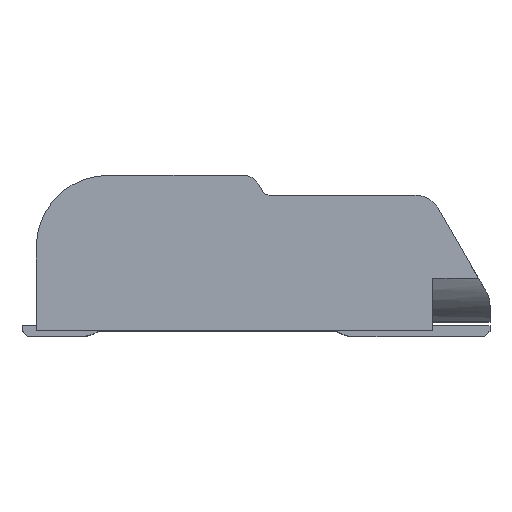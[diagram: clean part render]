
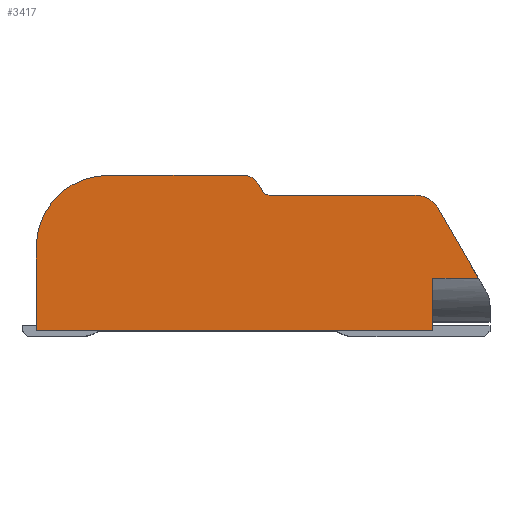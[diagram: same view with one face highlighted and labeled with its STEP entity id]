
A CAD part, top view. The second image highlights one B-rep face of the part: STEP entity #3417.
In plain terms, the highlighted planar face has unit normal (0, 0, 1).
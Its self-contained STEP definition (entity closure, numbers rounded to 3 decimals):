
#106=CIRCLE('',#3606,2.);
#110=CIRCLE('',#3613,0.2);
#113=CIRCLE('',#3620,0.5);
#123=CIRCLE('',#3650,0.75);
#420=ORIENTED_EDGE('',*,*,#1415,.T.);
#421=ORIENTED_EDGE('',*,*,#1416,.T.);
#422=ORIENTED_EDGE('',*,*,#1413,.T.);
#423=ORIENTED_EDGE('',*,*,#1417,.T.);
#424=ORIENTED_EDGE('',*,*,#1418,.T.);
#425=ORIENTED_EDGE('',*,*,#1329,.F.);
#426=ORIENTED_EDGE('',*,*,#1338,.T.);
#427=ORIENTED_EDGE('',*,*,#1343,.T.);
#428=ORIENTED_EDGE('',*,*,#1347,.T.);
#429=ORIENTED_EDGE('',*,*,#1318,.T.);
#430=ORIENTED_EDGE('',*,*,#1419,.T.);
#431=ORIENTED_EDGE('',*,*,#1420,.T.);
#1318=EDGE_CURVE('',#1828,#1827,#106,.T.);
#1329=EDGE_CURVE('',#1836,#1837,#110,.T.);
#1338=EDGE_CURVE('',#1836,#1843,#2175,.T.);
#1343=EDGE_CURVE('',#1843,#1846,#113,.T.);
#1347=EDGE_CURVE('',#1846,#1828,#2181,.T.);
#1413=EDGE_CURVE('',#1900,#1899,#2226,.T.);
#1415=EDGE_CURVE('',#1901,#1902,#2227,.T.);
#1416=EDGE_CURVE('',#1902,#1900,#2228,.T.);
#1417=EDGE_CURVE('',#1899,#1903,#123,.T.);
#1418=EDGE_CURVE('',#1903,#1837,#2229,.T.);
#1419=EDGE_CURVE('',#1827,#1904,#2230,.T.);
#1420=EDGE_CURVE('',#1904,#1901,#2231,.T.);
#1827=VERTEX_POINT('',#5033);
#1828=VERTEX_POINT('',#5035);
#1836=VERTEX_POINT('',#5059);
#1837=VERTEX_POINT('',#5061);
#1843=VERTEX_POINT('',#5083);
#1846=VERTEX_POINT('',#5093);
#1899=VERTEX_POINT('',#5262);
#1900=VERTEX_POINT('',#5264);
#1901=VERTEX_POINT('',#5268);
#1902=VERTEX_POINT('',#5269);
#1903=VERTEX_POINT('',#5272);
#1904=VERTEX_POINT('',#5275);
#2175=LINE('',#5084,#2562);
#2181=LINE('',#5101,#2568);
#2226=LINE('',#5263,#2613);
#2227=LINE('',#5267,#2614);
#2228=LINE('',#5270,#2615);
#2229=LINE('',#5273,#2616);
#2230=LINE('',#5274,#2617);
#2231=LINE('',#5276,#2618);
#2562=VECTOR('',#4032,1000.);
#2568=VECTOR('',#4052,1000.);
#2613=VECTOR('',#4145,1000.);
#2614=VECTOR('',#4150,1000.);
#2615=VECTOR('',#4151,1000.);
#2616=VECTOR('',#4154,1000.);
#2617=VECTOR('',#4155,1000.);
#2618=VECTOR('',#4156,1000.);
#2912=EDGE_LOOP('',(#420,#421,#422,#423,#424,#425,#426,#427,#428,#429,#430,
#431));
#3103=FACE_BOUND('',#2912,.T.);
#3276=PLANE('',#3649);
#3417=ADVANCED_FACE('',(#3103),#3276,.T.);
#3606=AXIS2_PLACEMENT_3D('',#5034,#3999,#4000);
#3613=AXIS2_PLACEMENT_3D('',#5060,#4019,#4020);
#3620=AXIS2_PLACEMENT_3D('',#5094,#4042,#4043);
#3649=AXIS2_PLACEMENT_3D('',#5266,#4148,#4149);
#3650=AXIS2_PLACEMENT_3D('',#5271,#4152,#4153);
#3999=DIRECTION('',(0.,0.,1.));
#4000=DIRECTION('',(1.,0.,0.));
#4019=DIRECTION('',(0.,0.,1.));
#4020=DIRECTION('',(1.,0.,0.));
#4032=DIRECTION('',(-0.5,0.866,0.));
#4042=DIRECTION('',(0.,0.,1.));
#4043=DIRECTION('',(1.,0.,0.));
#4052=DIRECTION('',(-1.,0.,0.));
#4145=DIRECTION('',(-0.5,0.866,0.));
#4148=DIRECTION('',(0.,0.,1.));
#4149=DIRECTION('',(1.,0.,0.));
#4150=DIRECTION('',(0.,1.,0.));
#4151=DIRECTION('',(1.,0.,0.));
#4152=DIRECTION('',(0.,0.,1.));
#4153=DIRECTION('',(1.,0.,0.));
#4154=DIRECTION('',(-1.,0.,0.));
#4155=DIRECTION('',(0.,-1.,0.));
#4156=DIRECTION('',(1.,0.,0.));
#5033=CARTESIAN_POINT('',(-12.7,2.35,7.9));
#5034=CARTESIAN_POINT('',(-10.7,2.35,7.9));
#5035=CARTESIAN_POINT('',(-10.7,4.35,7.9));
#5059=CARTESIAN_POINT('',(-6.358,3.9,7.9));
#5060=CARTESIAN_POINT('',(-6.185,4.,7.9));
#5061=CARTESIAN_POINT('',(-6.185,3.8,7.9));
#5083=CARTESIAN_POINT('',(-6.473,4.1,7.9));
#5084=CARTESIAN_POINT('',(-6.358,3.9,7.9));
#5093=CARTESIAN_POINT('',(-6.906,4.35,7.9));
#5094=CARTESIAN_POINT('',(-6.906,3.85,7.9));
#5101=CARTESIAN_POINT('',(-6.906,4.35,7.9));
#5262=CARTESIAN_POINT('',(-1.45,3.425,7.9));
#5263=CARTESIAN_POINT('',(-0.1,1.087,7.9));
#5264=CARTESIAN_POINT('',(-0.325,1.475,7.9));
#5266=CARTESIAN_POINT('',(-10.7,2.35,7.9));
#5267=CARTESIAN_POINT('',(-1.6,0.,7.9));
#5268=CARTESIAN_POINT('',(-1.6,0.,7.9));
#5269=CARTESIAN_POINT('',(-1.6,1.475,7.9));
#5270=CARTESIAN_POINT('',(-1.6,1.475,7.9));
#5271=CARTESIAN_POINT('',(-2.1,3.05,7.9));
#5272=CARTESIAN_POINT('',(-2.1,3.8,7.9));
#5273=CARTESIAN_POINT('',(-2.1,3.8,7.9));
#5274=CARTESIAN_POINT('',(-12.7,2.35,7.9));
#5275=CARTESIAN_POINT('',(-12.7,0.,7.9));
#5276=CARTESIAN_POINT('',(-12.7,0.,7.9));
